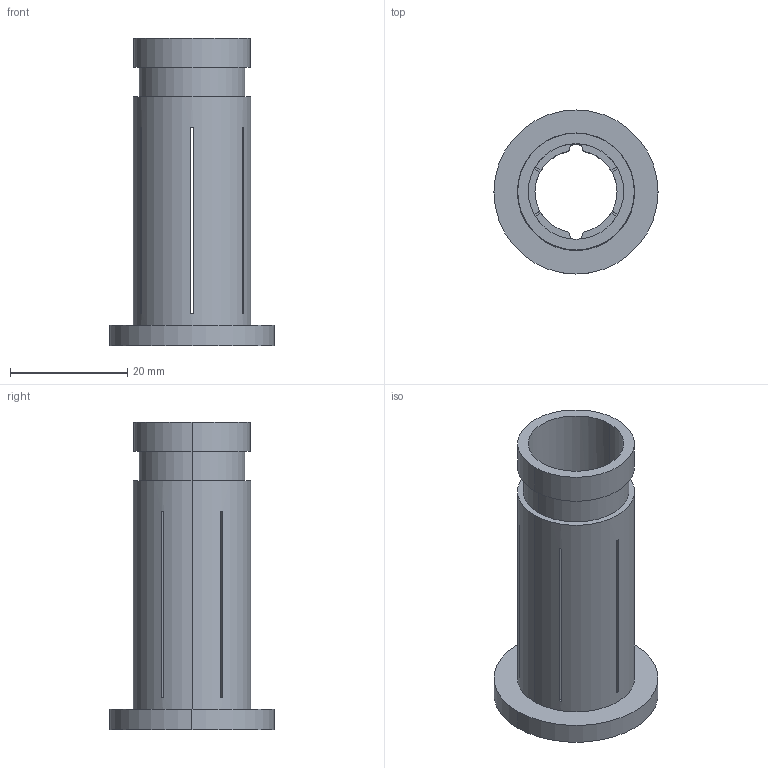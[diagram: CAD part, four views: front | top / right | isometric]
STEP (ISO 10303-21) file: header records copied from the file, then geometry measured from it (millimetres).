
FILE_DESCRIPTION (( 'STEP AP203' ), '1' );
FILE_NAME ('STP-SAKEM-84120-14-FID.STEP', '2020-05-12T02:38:41', ( '' ), ( '' ), 'SwSTEP 2.0', 'SolidWorks 2017', '' );
FILE_SCHEMA (( 'CONFIG_CONTROL_DESIGN' ));
Length unit declared in the file: millimetre
Products named in the file (1): STP-SAKEM-84120-14-FID
Bounding box: 28 x 28 x 52.5 mm (x, y, z)
Volume: 7892.3 mm3; surface area: 7760.1 mm2
Topology: 1 solids, 1 shells, 54 faces, 165 edges, 110 vertices
Faces by surface type: plane 35, cylinder 19
Entity records: 1988 total; most frequent: DIRECTION 349, CARTESIAN_POINT 330, ORIENTED_EDGE 330, EDGE_CURVE 165, AXIS2_PLACEMENT_3D 129, VERTEX_POINT 110, LINE 91, VECTOR 91
